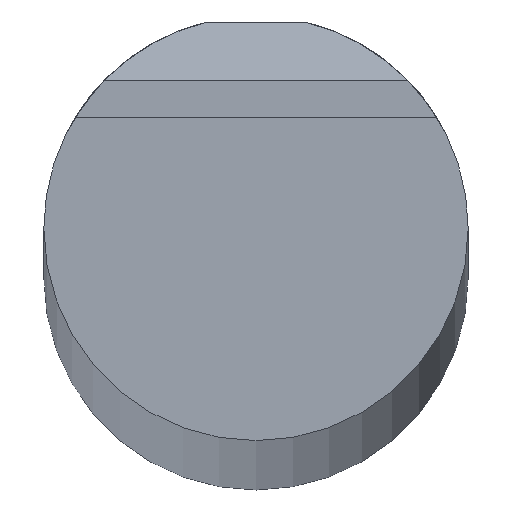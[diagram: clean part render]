
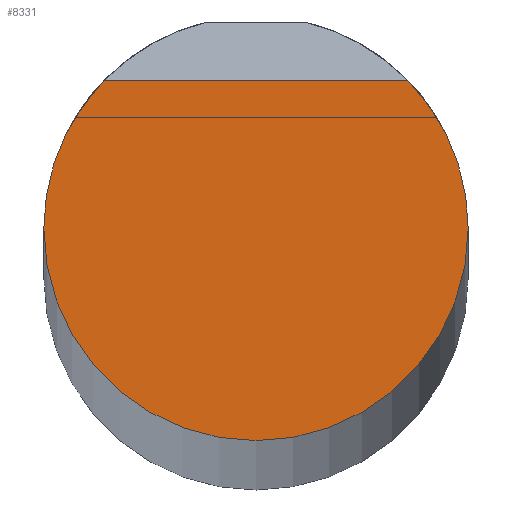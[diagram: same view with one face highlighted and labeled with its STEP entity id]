
A CAD part, top view. The second image highlights one B-rep face of the part: STEP entity #8331.
In plain terms, the highlighted planar face has unit normal (0, 0, 1).
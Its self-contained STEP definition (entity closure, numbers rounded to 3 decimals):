
#902 = CIRCLE ( 'NONE', #21066, 7.5 ) ;
#2259 = DIRECTION ( 'NONE',  ( 1., 0., 0. ) ) ;
#2682 = DIRECTION ( 'NONE',  ( 0., 0., 1. ) ) ;
#3457 = ORIENTED_EDGE ( 'NONE', *, *, #22953, .F. ) ;
#4878 = CARTESIAN_POINT ( 'NONE',  ( 0., 0., 1000. ) ) ;
#5217 = CARTESIAN_POINT ( 'NONE',  ( 0., 5.238, 1000. ) ) ;
#5465 = AXIS2_PLACEMENT_3D ( 'NONE', #26168, #15035, #12954 ) ;
#5753 = VERTEX_POINT ( 'NONE', #23371 ) ;
#7257 = LINE ( 'NONE', #5217, #25080 ) ;
#7491 = VERTEX_POINT ( 'NONE', #17325 ) ;
#8331 = ADVANCED_FACE ( 'NONE', ( #22520 ), #26895, .T. ) ;
#8728 = AXIS2_PLACEMENT_3D ( 'NONE', #15322, #11334, #20312 ) ;
#9596 = ORIENTED_EDGE ( 'NONE', *, *, #23021, .F. ) ;
#10366 = DIRECTION ( 'NONE',  ( -1., 0., 0. ) ) ;
#10800 = DIRECTION ( 'NONE',  ( 0., 0., -1. ) ) ;
#11334 = DIRECTION ( 'NONE',  ( 0., 0., -1. ) ) ;
#11425 = ORIENTED_EDGE ( 'NONE', *, *, #20255, .T. ) ;
#11927 = CARTESIAN_POINT ( 'NONE',  ( 7.5, 0., 1000. ) ) ;
#12109 = DIRECTION ( 'NONE',  ( -1., 0., 0. ) ) ;
#12809 = CARTESIAN_POINT ( 'NONE',  ( 5.368, 5.238, 1000. ) ) ;
#12954 = DIRECTION ( 'NONE',  ( -1., 0., 0. ) ) ;
#15035 = DIRECTION ( 'NONE',  ( 0., 0., -1. ) ) ;
#15322 = CARTESIAN_POINT ( 'NONE',  ( 0., 0., 1000. ) ) ;
#15384 = VERTEX_POINT ( 'NONE', #11927 ) ;
#16914 = AXIS2_PLACEMENT_3D ( 'NONE', #4878, #2682, #2259 ) ;
#17325 = CARTESIAN_POINT ( 'NONE',  ( -5.368, 5.238, 1000. ) ) ;
#19040 = CARTESIAN_POINT ( 'NONE',  ( 0., 0., 1000. ) ) ;
#20255 = EDGE_CURVE ( 'NONE', #26867, #7491, #7257, .T. ) ;
#20312 = DIRECTION ( 'NONE',  ( -1., 0., 0. ) ) ;
#21066 = AXIS2_PLACEMENT_3D ( 'NONE', #19040, #10800, #10366 ) ;
#22520 = FACE_OUTER_BOUND ( 'NONE', #22912, .T. ) ;
#22912 = EDGE_LOOP ( 'NONE', ( #26834, #11425, #3457, #9596 ) ) ;
#22953 = EDGE_CURVE ( 'NONE', #5753, #7491, #23291, .T. ) ;
#23021 = EDGE_CURVE ( 'NONE', #15384, #5753, #27966, .T. ) ;
#23291 = CIRCLE ( 'NONE', #5465, 7.5 ) ;
#23371 = CARTESIAN_POINT ( 'NONE',  ( -7.5, 0., 1000. ) ) ;
#25080 = VECTOR ( 'NONE', #12109, 1000. ) ;
#26168 = CARTESIAN_POINT ( 'NONE',  ( 0., 0., 1000. ) ) ;
#26834 = ORIENTED_EDGE ( 'NONE', *, *, #27002, .F. ) ;
#26867 = VERTEX_POINT ( 'NONE', #12809 ) ;
#26895 = PLANE ( 'NONE',  #16914 ) ;
#27002 = EDGE_CURVE ( 'NONE', #26867, #15384, #902, .T. ) ;
#27966 = CIRCLE ( 'NONE', #8728, 7.5 ) ;
